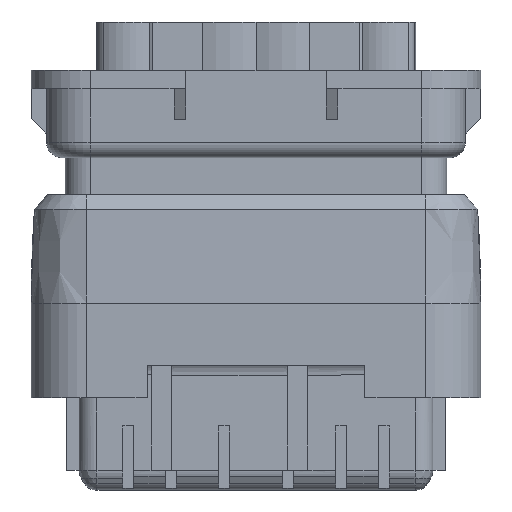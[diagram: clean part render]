
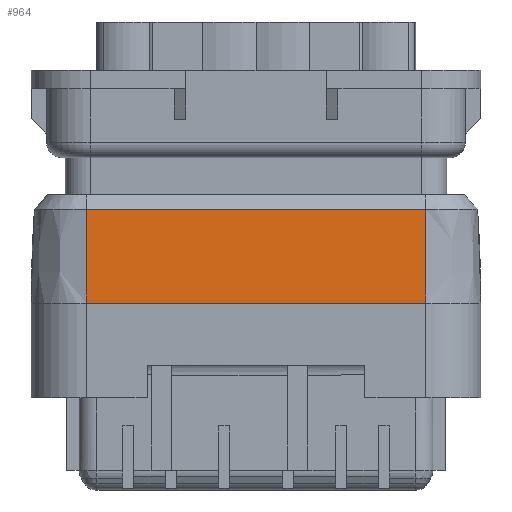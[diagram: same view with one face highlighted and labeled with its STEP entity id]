
A CAD part, front view. The second image highlights one B-rep face of the part: STEP entity #964.
In plain terms, the highlighted cylindrical face has radius 110 mm (diameter 220 mm), a partial arc.
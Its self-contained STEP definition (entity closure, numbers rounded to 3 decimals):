
#223=CYLINDRICAL_SURFACE('',#12559,110.);
#333=B_SPLINE_CURVE_WITH_KNOTS('',3,(#18388,#18389,#18390,#18391),
 .UNSPECIFIED.,.F.,.F.,(4,4),(0.,1.),.UNSPECIFIED.);
#334=B_SPLINE_CURVE_WITH_KNOTS('',3,(#18393,#18394,#18395,#18396),
 .UNSPECIFIED.,.F.,.F.,(4,4),(0.,1.),.UNSPECIFIED.);
#964=ADVANCED_FACE('',(#2019),#223,.T.);
#2019=FACE_OUTER_BOUND('',#2644,.T.);
#2644=EDGE_LOOP('',(#4485,#4486,#4487,#4488));
#4485=ORIENTED_EDGE('',*,*,#8623,.T.);
#4486=ORIENTED_EDGE('',*,*,#8528,.T.);
#4487=ORIENTED_EDGE('',*,*,#8624,.F.);
#4488=ORIENTED_EDGE('',*,*,#8625,.T.);
#7195=VERTEX_POINT('',#18195);
#7196=VERTEX_POINT('',#18197);
#7245=VERTEX_POINT('',#18392);
#7246=VERTEX_POINT('',#18397);
#8528=EDGE_CURVE('',#7196,#7195,#10132,.T.);
#8623=EDGE_CURVE('',#7245,#7196,#333,.T.);
#8624=EDGE_CURVE('',#7246,#7195,#334,.T.);
#8625=EDGE_CURVE('',#7246,#7245,#10201,.T.);
#10132=LINE('',#18196,#11456);
#10201=LINE('',#18398,#11525);
#11456=VECTOR('',#14283,1.);
#11525=VECTOR('',#14476,1.);
#12559=AXIS2_PLACEMENT_3D('',#18399,#14477,#14478);
#14283=DIRECTION('',(1.,0.,0.));
#14476=DIRECTION('',(-1.,0.,0.));
#14477=DIRECTION('',(1.,0.,0.));
#14478=DIRECTION('',(0.,-0.998,0.065));
#18195=CARTESIAN_POINT('',(13.25,-8.05,7.4));
#18196=CARTESIAN_POINT('',(-13.25,-8.05,7.4));
#18197=CARTESIAN_POINT('',(-13.25,-8.05,7.4));
#18388=CARTESIAN_POINT('',(-13.25,-7.806,14.717));
#18389=CARTESIAN_POINT('',(-13.25,-7.969,12.281));
#18390=CARTESIAN_POINT('',(-13.25,-8.05,9.841));
#18391=CARTESIAN_POINT('',(-13.25,-8.05,7.4));
#18392=CARTESIAN_POINT('',(-13.25,-7.806,14.717));
#18393=CARTESIAN_POINT('',(13.25,-7.806,14.717));
#18394=CARTESIAN_POINT('',(13.25,-7.969,12.281));
#18395=CARTESIAN_POINT('',(13.25,-8.05,9.841));
#18396=CARTESIAN_POINT('',(13.25,-8.05,7.4));
#18397=CARTESIAN_POINT('',(13.25,-7.806,14.717));
#18398=CARTESIAN_POINT('',(-13.3,-7.806,14.717));
#18399=CARTESIAN_POINT('',(-13.3,101.95,7.4));
